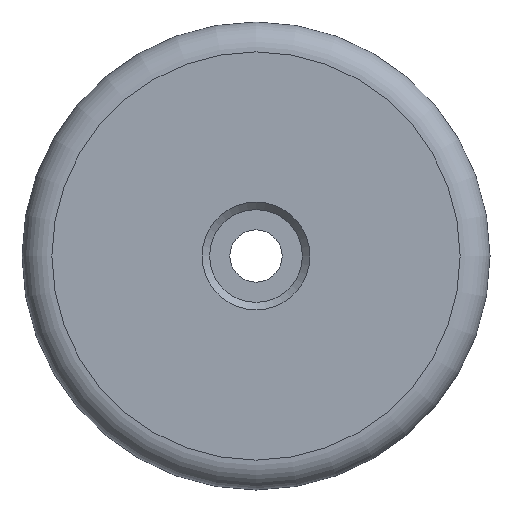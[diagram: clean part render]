
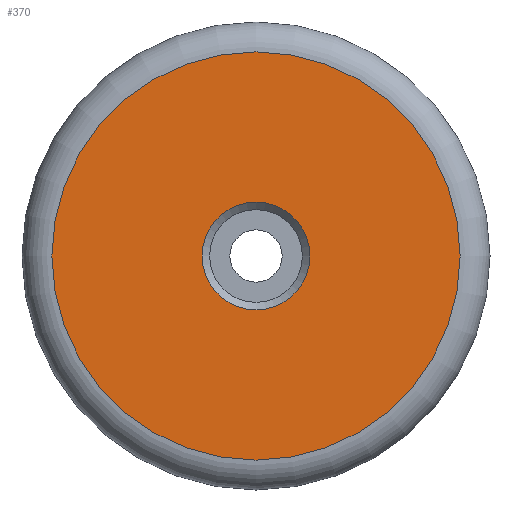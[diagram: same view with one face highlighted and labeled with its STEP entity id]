
A CAD part, left-side view. The second image highlights one B-rep face of the part: STEP entity #370.
In plain terms, the highlighted planar face has unit normal (-1, 0, 0).
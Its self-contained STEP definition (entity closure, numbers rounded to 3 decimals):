
#25=FACE_BOUND('',#122,.T.);
#33=PLANE('',#439);
#94=FACE_OUTER_BOUND('',#121,.T.);
#121=EDGE_LOOP('',(#325));
#122=EDGE_LOOP('',(#326));
#152=CIRCLE('',#435,3.6);
#155=CIRCLE('',#440,13.65);
#184=VERTEX_POINT('',#675);
#187=VERTEX_POINT('',#685);
#230=EDGE_CURVE('',#184,#184,#152,.T.);
#235=EDGE_CURVE('',#187,#187,#155,.T.);
#325=ORIENTED_EDGE('',*,*,#235,.F.);
#326=ORIENTED_EDGE('',*,*,#230,.F.);
#370=ADVANCED_FACE('',(#94,#25),#33,.T.);
#435=AXIS2_PLACEMENT_3D('',#676,#550,#551);
#439=AXIS2_PLACEMENT_3D('',#684,#560,#561);
#440=AXIS2_PLACEMENT_3D('',#686,#562,#563);
#550=DIRECTION('center_axis',(-1.,0.,0.));
#551=DIRECTION('ref_axis',(0.,0.,1.));
#560=DIRECTION('center_axis',(-1.,0.,0.));
#561=DIRECTION('ref_axis',(0.,0.,1.));
#562=DIRECTION('center_axis',(1.,0.,0.));
#563=DIRECTION('ref_axis',(0.,0.,1.));
#675=CARTESIAN_POINT('',(269.258,164.732,161.281));
#676=CARTESIAN_POINT('Origin',(269.258,164.732,164.881));
#684=CARTESIAN_POINT('Origin',(269.258,164.732,164.881));
#685=CARTESIAN_POINT('',(269.258,164.732,151.231));
#686=CARTESIAN_POINT('Origin',(269.258,164.732,164.881));
